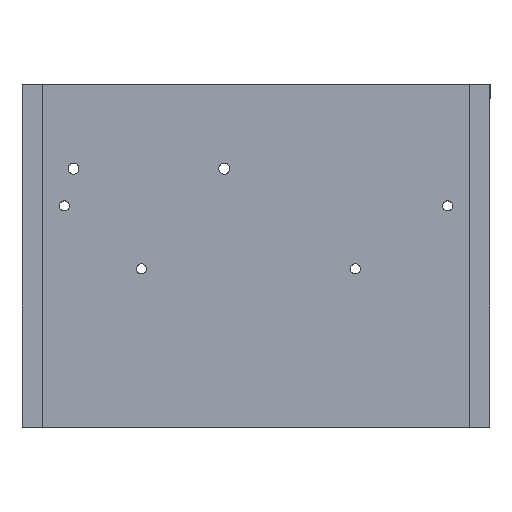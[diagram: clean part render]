
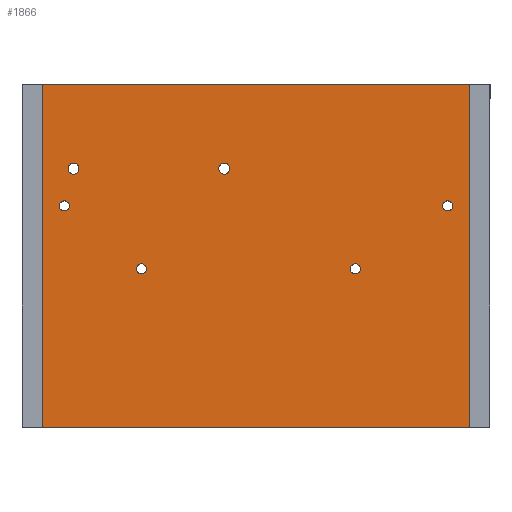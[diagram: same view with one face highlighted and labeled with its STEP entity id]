
A CAD part, top view. The second image highlights one B-rep face of the part: STEP entity #1866.
In plain terms, the highlighted face is planar.
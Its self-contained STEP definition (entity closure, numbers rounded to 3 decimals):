
#10 = VERTEX_POINT ( 'NONE', #2151 ) ;
#14 = ORIENTED_EDGE ( 'NONE', *, *, #1667, .T. ) ;
#75 = DIRECTION ( 'NONE',  ( 0., -1., 0. ) ) ;
#78 = LINE ( 'NONE', #796, #650 ) ;
#99 = ORIENTED_EDGE ( 'NONE', *, *, #2728, .T. ) ;
#109 = CARTESIAN_POINT ( 'NONE',  ( 12.773, 30., 20.865 ) ) ;
#115 = EDGE_CURVE ( 'NONE', #2596, #1023, #812, .T. ) ;
#124 = EDGE_LOOP ( 'NONE', ( #1948, #2144 ) ) ;
#189 = AXIS2_PLACEMENT_3D ( 'NONE', #2502, #2721, #2001 ) ;
#207 = ORIENTED_EDGE ( 'NONE', *, *, #1750, .T. ) ;
#212 = FACE_BOUND ( 'NONE', #2661, .T. ) ;
#222 = AXIS2_PLACEMENT_3D ( 'NONE', #1086, #1311, #1347 ) ;
#223 = CARTESIAN_POINT ( 'NONE',  ( 103., 30., -491. ) ) ;
#228 = CIRCLE ( 'NONE', #1223, 1.25 ) ;
#279 = CARTESIAN_POINT ( 'NONE',  ( 29.613, 30., 45.717 ) ) ;
#295 = ORIENTED_EDGE ( 'NONE', *, *, #2017, .T. ) ;
#304 = CARTESIAN_POINT ( 'NONE',  ( 82.613, 30., 45.717 ) ) ;
#341 = DIRECTION ( 'NONE',  ( 1., 0., 0. ) ) ;
#351 = FACE_BOUND ( 'NONE', #124, .T. ) ;
#357 = DIRECTION ( 'NONE',  ( 0., -1., 0. ) ) ;
#399 = DIRECTION ( 'NONE',  ( -1., 0., 0. ) ) ;
#427 = CARTESIAN_POINT ( 'NONE',  ( 50.137, 30., 20.865 ) ) ;
#436 = CIRCLE ( 'NONE', #2816, 1.25 ) ;
#451 = CIRCLE ( 'NONE', #1636, 1.35 ) ;
#535 = DIRECTION ( 'NONE',  ( 0., -1., 0. ) ) ;
#541 = CARTESIAN_POINT ( 'NONE',  ( 12.773, 30., 20.865 ) ) ;
#581 = VERTEX_POINT ( 'NONE', #1436 ) ;
#584 = EDGE_LOOP ( 'NONE', ( #2844, #99 ) ) ;
#601 = DIRECTION ( 'NONE',  ( 1., 0., 0. ) ) ;
#606 = DIRECTION ( 'NONE',  ( 1., 0., 0. ) ) ;
#631 = DIRECTION ( 'NONE',  ( 1., 0., 0. ) ) ;
#650 = VECTOR ( 'NONE', #1012, 1000. ) ;
#664 = EDGE_CURVE ( 'NONE', #2379, #1856, #1765, .T. ) ;
#669 = FACE_OUTER_BOUND ( 'NONE', #1505, .T. ) ;
#701 = EDGE_CURVE ( 'NONE', #10, #2586, #1356, .T. ) ;
#736 = FACE_BOUND ( 'NONE', #1168, .T. ) ;
#746 = DIRECTION ( 'NONE',  ( 0., -1., 0. ) ) ;
#761 = EDGE_CURVE ( 'NONE', #1856, #2379, #2533, .T. ) ;
#764 = CARTESIAN_POINT ( 'NONE',  ( 29.613, 30., 45.717 ) ) ;
#765 = EDGE_LOOP ( 'NONE', ( #855, #14 ) ) ;
#785 = DIRECTION ( 'NONE',  ( 0., 0., -1. ) ) ;
#790 = CARTESIAN_POINT ( 'NONE',  ( 50.137, 30., 20.865 ) ) ;
#796 = CARTESIAN_POINT ( 'NONE',  ( 5., 30., 0. ) ) ;
#812 = LINE ( 'NONE', #1696, #2314 ) ;
#831 = VERTEX_POINT ( 'NONE', #2748 ) ;
#843 = DIRECTION ( 'NONE',  ( 0., -1., 0. ) ) ;
#854 = CARTESIAN_POINT ( 'NONE',  ( 5., 30., 85. ) ) ;
#855 = ORIENTED_EDGE ( 'NONE', *, *, #1134, .T. ) ;
#922 = EDGE_CURVE ( 'NONE', #2586, #10, #228, .T. ) ;
#925 = CIRCLE ( 'NONE', #1160, 1.25 ) ;
#927 = DIRECTION ( 'NONE',  ( 0., -1., 0. ) ) ;
#953 = EDGE_CURVE ( 'NONE', #1138, #2694, #1638, .T. ) ;
#957 = VECTOR ( 'NONE', #785, 1000. ) ;
#1012 = DIRECTION ( 'NONE',  ( 1., 0., 0. ) ) ;
#1021 = ORIENTED_EDGE ( 'NONE', *, *, #664, .T. ) ;
#1023 = VERTEX_POINT ( 'NONE', #1230 ) ;
#1032 = CARTESIAN_POINT ( 'NONE',  ( 5., 30., 0. ) ) ;
#1036 = EDGE_CURVE ( 'NONE', #2769, #2596, #78, .T. ) ;
#1061 = EDGE_CURVE ( 'NONE', #2845, #2769, #1114, .T. ) ;
#1086 = CARTESIAN_POINT ( 'NONE',  ( 10.5, 30., 30.102 ) ) ;
#1114 = LINE ( 'NONE', #1493, #957 ) ;
#1118 = AXIS2_PLACEMENT_3D ( 'NONE', #427, #2795, #631 ) ;
#1134 = EDGE_CURVE ( 'NONE', #1433, #2036, #925, .T. ) ;
#1138 = VERTEX_POINT ( 'NONE', #2054 ) ;
#1160 = AXIS2_PLACEMENT_3D ( 'NONE', #2530, #1299, #606 ) ;
#1168 = EDGE_LOOP ( 'NONE', ( #2185, #1874 ) ) ;
#1184 = FACE_BOUND ( 'NONE', #584, .T. ) ;
#1223 = AXIS2_PLACEMENT_3D ( 'NONE', #279, #746, #1664 ) ;
#1230 = CARTESIAN_POINT ( 'NONE',  ( 111., 30., 85. ) ) ;
#1245 = DIRECTION ( 'NONE',  ( 0., 0., 1. ) ) ;
#1261 = EDGE_CURVE ( 'NONE', #581, #2821, #2354, .T. ) ;
#1279 = ORIENTED_EDGE ( 'NONE', *, *, #1061, .F. ) ;
#1290 = CARTESIAN_POINT ( 'NONE',  ( 111., 30., 85. ) ) ;
#1292 = DIRECTION ( 'NONE',  ( 1., 0., 0. ) ) ;
#1297 = FACE_BOUND ( 'NONE', #765, .T. ) ;
#1299 = DIRECTION ( 'NONE',  ( 0., -1., 0. ) ) ;
#1311 = DIRECTION ( 'NONE',  ( 0., -1., 0. ) ) ;
#1347 = DIRECTION ( 'NONE',  ( 1., 0., 0. ) ) ;
#1356 = CIRCLE ( 'NONE', #2124, 1.25 ) ;
#1368 = DIRECTION ( 'NONE',  ( 0., -1., 0. ) ) ;
#1383 = AXIS2_PLACEMENT_3D ( 'NONE', #109, #1739, #341 ) ;
#1385 = DIRECTION ( 'NONE',  ( 1., 0., 0. ) ) ;
#1400 = VECTOR ( 'NONE', #399, 1000. ) ;
#1431 = LINE ( 'NONE', #1290, #1400 ) ;
#1433 = VERTEX_POINT ( 'NONE', #1659 ) ;
#1436 = CARTESIAN_POINT ( 'NONE',  ( 51.487, 30., 20.865 ) ) ;
#1455 = AXIS2_PLACEMENT_3D ( 'NONE', #223, #1368, #1385 ) ;
#1476 = EDGE_LOOP ( 'NONE', ( #295, #207 ) ) ;
#1493 = CARTESIAN_POINT ( 'NONE',  ( 5., 30., 85. ) ) ;
#1505 = EDGE_LOOP ( 'NONE', ( #1803, #1279, #1844, #2814 ) ) ;
#1636 = AXIS2_PLACEMENT_3D ( 'NONE', #790, #357, #1292 ) ;
#1638 = CIRCLE ( 'NONE', #1819, 1.25 ) ;
#1645 = CIRCLE ( 'NONE', #1674, 1.25 ) ;
#1659 = CARTESIAN_POINT ( 'NONE',  ( 106.75, 30., 30.102 ) ) ;
#1664 = DIRECTION ( 'NONE',  ( 1., 0., 0. ) ) ;
#1667 = EDGE_CURVE ( 'NONE', #2036, #1433, #2152, .T. ) ;
#1674 = AXIS2_PLACEMENT_3D ( 'NONE', #2157, #927, #3102 ) ;
#1696 = CARTESIAN_POINT ( 'NONE',  ( 111., 30., 0. ) ) ;
#1704 = DIRECTION ( 'NONE',  ( 0., -1., 0. ) ) ;
#1739 = DIRECTION ( 'NONE',  ( 0., -1., 0. ) ) ;
#1750 = EDGE_CURVE ( 'NONE', #831, #2638, #2716, .T. ) ;
#1765 = CIRCLE ( 'NONE', #1797, 1.35 ) ;
#1797 = AXIS2_PLACEMENT_3D ( 'NONE', #541, #75, #2222 ) ;
#1803 = ORIENTED_EDGE ( 'NONE', *, *, #1036, .F. ) ;
#1819 = AXIS2_PLACEMENT_3D ( 'NONE', #304, #535, #1967 ) ;
#1844 = ORIENTED_EDGE ( 'NONE', *, *, #2058, .F. ) ;
#1856 = VERTEX_POINT ( 'NONE', #3092 ) ;
#1866 = ADVANCED_FACE ( 'NONE', ( #2597, #1297, #1184, #212, #736, #351, #669 ), #2599, .F. ) ;
#1874 = ORIENTED_EDGE ( 'NONE', *, *, #953, .T. ) ;
#1948 = ORIENTED_EDGE ( 'NONE', *, *, #922, .T. ) ;
#1967 = DIRECTION ( 'NONE',  ( 1., 0., 0. ) ) ;
#1998 = CARTESIAN_POINT ( 'NONE',  ( 83.863, 30., 45.717 ) ) ;
#2001 = DIRECTION ( 'NONE',  ( 1., 0., 0. ) ) ;
#2017 = EDGE_CURVE ( 'NONE', #2638, #831, #436, .T. ) ;
#2027 = ORIENTED_EDGE ( 'NONE', *, *, #761, .T. ) ;
#2036 = VERTEX_POINT ( 'NONE', #2287 ) ;
#2054 = CARTESIAN_POINT ( 'NONE',  ( 81.363, 30., 45.717 ) ) ;
#2058 = EDGE_CURVE ( 'NONE', #1023, #2845, #1431, .T. ) ;
#2124 = AXIS2_PLACEMENT_3D ( 'NONE', #764, #1704, #2479 ) ;
#2144 = ORIENTED_EDGE ( 'NONE', *, *, #701, .T. ) ;
#2151 = CARTESIAN_POINT ( 'NONE',  ( 28.363, 30., 45.717 ) ) ;
#2152 = CIRCLE ( 'NONE', #189, 1.25 ) ;
#2157 = CARTESIAN_POINT ( 'NONE',  ( 82.613, 30., 45.717 ) ) ;
#2185 = ORIENTED_EDGE ( 'NONE', *, *, #2500, .T. ) ;
#2222 = DIRECTION ( 'NONE',  ( 1., 0., 0. ) ) ;
#2287 = CARTESIAN_POINT ( 'NONE',  ( 104.25, 30., 30.102 ) ) ;
#2290 = CARTESIAN_POINT ( 'NONE',  ( 48.787, 30., 20.865 ) ) ;
#2314 = VECTOR ( 'NONE', #1245, 1000. ) ;
#2354 = CIRCLE ( 'NONE', #1118, 1.35 ) ;
#2379 = VERTEX_POINT ( 'NONE', #2600 ) ;
#2467 = CARTESIAN_POINT ( 'NONE',  ( 30.863, 30., 45.717 ) ) ;
#2479 = DIRECTION ( 'NONE',  ( 1., 0., 0. ) ) ;
#2500 = EDGE_CURVE ( 'NONE', #2694, #1138, #1645, .T. ) ;
#2502 = CARTESIAN_POINT ( 'NONE',  ( 105.5, 30., 30.102 ) ) ;
#2530 = CARTESIAN_POINT ( 'NONE',  ( 105.5, 30., 30.102 ) ) ;
#2531 = CARTESIAN_POINT ( 'NONE',  ( 10.5, 30., 30.102 ) ) ;
#2533 = CIRCLE ( 'NONE', #1383, 1.35 ) ;
#2586 = VERTEX_POINT ( 'NONE', #2467 ) ;
#2596 = VERTEX_POINT ( 'NONE', #2684 ) ;
#2597 = FACE_BOUND ( 'NONE', #1476, .T. ) ;
#2599 = PLANE ( 'NONE',  #1455 ) ;
#2600 = CARTESIAN_POINT ( 'NONE',  ( 14.123, 30., 20.865 ) ) ;
#2638 = VERTEX_POINT ( 'NONE', #2707 ) ;
#2661 = EDGE_LOOP ( 'NONE', ( #1021, #2027 ) ) ;
#2684 = CARTESIAN_POINT ( 'NONE',  ( 111., 30., 0. ) ) ;
#2694 = VERTEX_POINT ( 'NONE', #1998 ) ;
#2707 = CARTESIAN_POINT ( 'NONE',  ( 11.75, 30., 30.102 ) ) ;
#2716 = CIRCLE ( 'NONE', #222, 1.25 ) ;
#2721 = DIRECTION ( 'NONE',  ( 0., -1., 0. ) ) ;
#2728 = EDGE_CURVE ( 'NONE', #2821, #581, #451, .T. ) ;
#2748 = CARTESIAN_POINT ( 'NONE',  ( 9.25, 30., 30.102 ) ) ;
#2769 = VERTEX_POINT ( 'NONE', #1032 ) ;
#2795 = DIRECTION ( 'NONE',  ( 0., -1., 0. ) ) ;
#2814 = ORIENTED_EDGE ( 'NONE', *, *, #115, .F. ) ;
#2816 = AXIS2_PLACEMENT_3D ( 'NONE', #2531, #843, #601 ) ;
#2821 = VERTEX_POINT ( 'NONE', #2290 ) ;
#2844 = ORIENTED_EDGE ( 'NONE', *, *, #1261, .T. ) ;
#2845 = VERTEX_POINT ( 'NONE', #854 ) ;
#3092 = CARTESIAN_POINT ( 'NONE',  ( 11.423, 30., 20.865 ) ) ;
#3102 = DIRECTION ( 'NONE',  ( 1., 0., 0. ) ) ;
